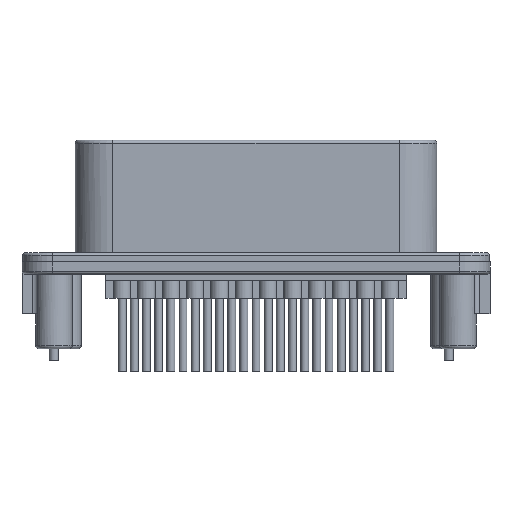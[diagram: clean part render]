
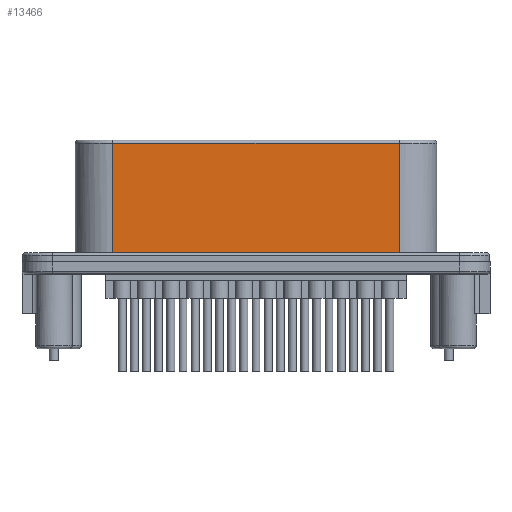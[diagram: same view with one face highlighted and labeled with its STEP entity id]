
A CAD part, front view. The second image highlights one B-rep face of the part: STEP entity #13466.
In plain terms, the highlighted planar face has unit normal (0, -1, 0).
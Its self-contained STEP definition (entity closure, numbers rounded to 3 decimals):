
#12625 = VERTEX_POINT('',#12626);
#12626 = CARTESIAN_POINT('',(5.,-11.2,34.));
#12650 = EDGE_CURVE('',#12625,#12651,#12653,.T.);
#12651 = VERTEX_POINT('',#12652);
#12652 = CARTESIAN_POINT('',(52.,-11.2,34.));
#12653 = LINE('',#12654,#12655);
#12654 = CARTESIAN_POINT('',(5.,-11.2,34.));
#12655 = VECTOR('',#12656,1.);
#12656 = DIRECTION('',(1.,0.,0.));
#13447 = VERTEX_POINT('',#13448);
#13448 = CARTESIAN_POINT('',(5.,-11.2,15.));
#13455 = EDGE_CURVE('',#12625,#13447,#13456,.T.);
#13456 = LINE('',#13457,#13458);
#13457 = CARTESIAN_POINT('',(5.,-11.2,34.));
#13458 = VECTOR('',#13459,1.);
#13459 = DIRECTION('',(0.,0.,-1.));
#13466 = ADVANCED_FACE('',(#13467),#13485,.T.);
#13467 = FACE_BOUND('',#13468,.F.);
#13468 = EDGE_LOOP('',(#13469,#13470,#13478,#13484));
#13469 = ORIENTED_EDGE('',*,*,#12650,.T.);
#13470 = ORIENTED_EDGE('',*,*,#13471,.T.);
#13471 = EDGE_CURVE('',#12651,#13472,#13474,.T.);
#13472 = VERTEX_POINT('',#13473);
#13473 = CARTESIAN_POINT('',(52.,-11.2,15.));
#13474 = LINE('',#13475,#13476);
#13475 = CARTESIAN_POINT('',(52.,-11.2,34.));
#13476 = VECTOR('',#13477,1.);
#13477 = DIRECTION('',(0.,0.,-1.));
#13478 = ORIENTED_EDGE('',*,*,#13479,.T.);
#13479 = EDGE_CURVE('',#13472,#13447,#13480,.T.);
#13480 = LINE('',#13481,#13482);
#13481 = CARTESIAN_POINT('',(52.,-11.2,15.));
#13482 = VECTOR('',#13483,1.);
#13483 = DIRECTION('',(-1.,0.,0.));
#13484 = ORIENTED_EDGE('',*,*,#13455,.F.);
#13485 = PLANE('',#13486);
#13486 = AXIS2_PLACEMENT_3D('',#13487,#13488,#13489);
#13487 = CARTESIAN_POINT('',(5.,-11.2,34.5));
#13488 = DIRECTION('',(0.,-1.,0.));
#13489 = DIRECTION('',(1.,0.,0.));
